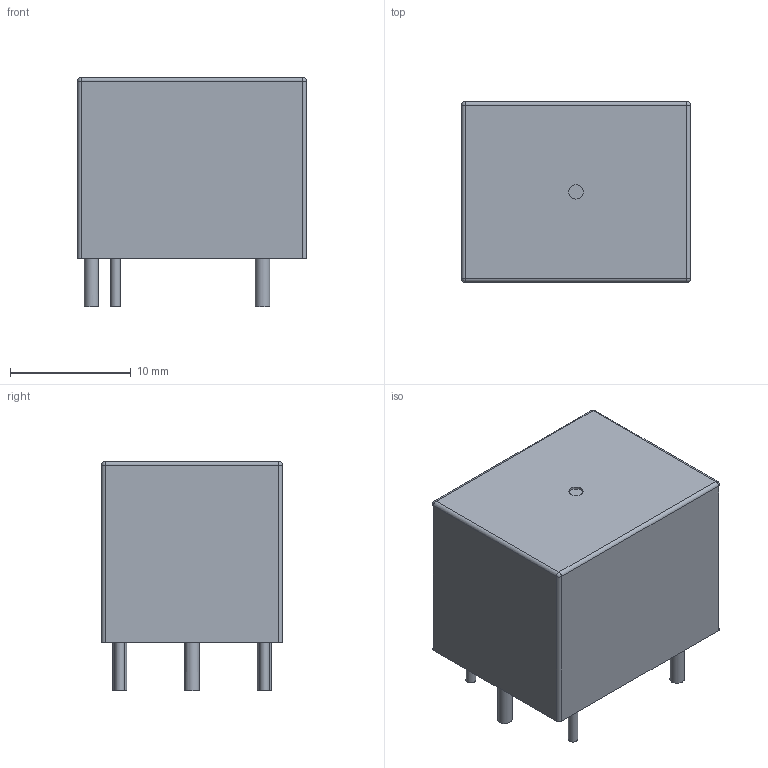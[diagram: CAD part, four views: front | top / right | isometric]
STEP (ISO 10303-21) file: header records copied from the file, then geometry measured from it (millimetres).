
FILE_DESCRIPTION(('FreeCAD Model'),'2;1');
FILE_NAME('Open CASCADE Shape Model','2025-11-05T22:41:52',(''),(''), 'Open CASCADE STEP processor 7.9','FreeCAD','Unknown');
FILE_SCHEMA(('AUTOMOTIVE_DESIGN { 1 0 10303 214 1 1 1 1 }'));
Length unit declared in the file: millimetre
Products named in the file (3): LEG-xxF; housing; pins
Assembly tree (2 placements, depth 2):
  LEG-xxF
    housing
    pins
Bounding box: 19 x 15 x 19 mm (x, y, z)
Volume: 4486.3 mm3; surface area: 2101 mm2
Topology: 2 solids, 2 shells, 41 faces, 86 edges, 46 vertices
Faces by surface type: plane 23, cylinder 14, sphere 4
Full cylindrical faces by diameter (mm): 0.8 x2, 1.2 x4
Entity records: 1109 total; most frequent: DIRECTION 204, CARTESIAN_POINT 172, ORIENTED_EDGE 164, EDGE_CURVE 82, AXIS2_PLACEMENT_3D 78, LINE 48, VECTOR 48, VERTEX_POINT 46
